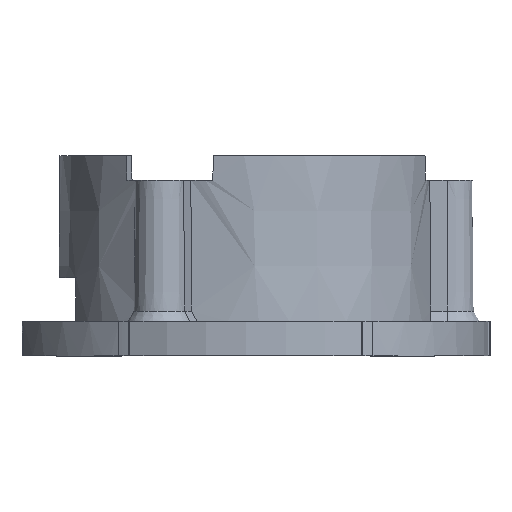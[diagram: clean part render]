
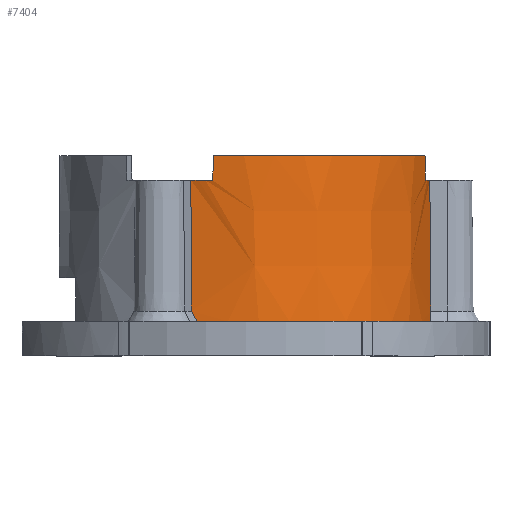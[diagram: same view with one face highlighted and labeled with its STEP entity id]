
A CAD part, left-side view. The second image highlights one B-rep face of the part: STEP entity #7404.
In plain terms, the highlighted conical face has half-angle 0.5 degrees and reference radius 31.472 mm.
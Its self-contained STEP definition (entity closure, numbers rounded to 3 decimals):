
#468=CARTESIAN_POINT('',(0.,0.,5.8));
#469=DIRECTION('',(0.,0.,1.));
#470=DIRECTION('',(-0.966,0.258,0.));
#471=AXIS2_PLACEMENT_3D('',#468,#469,#470);
#953=CARTESIAN_POINT('',(0.,0.,29.65));
#954=DIRECTION('',(0.,0.,-1.));
#955=DIRECTION('',(-0.137,-0.991,0.));
#956=AXIS2_PLACEMENT_3D('',#953,#954,#955);
#976=CARTESIAN_POINT('',(0.,0.,29.65));
#977=DIRECTION('',(0.,0.,-1.));
#978=DIRECTION('',(-0.984,0.178,0.));
#979=AXIS2_PLACEMENT_3D('',#976,#977,#978);
#1390=CARTESIAN_POINT('',(-8.145,-30.273,
33.8));
#1391=CARTESIAN_POINT('',(-8.097,-30.299,
32.417));
#1392=CARTESIAN_POINT('',(-8.048,-30.324,
31.033));
#1393=CARTESIAN_POINT('',(-8.,-30.35,
29.65));
#1398=CARTESIAN_POINT('',(-4.292,-31.091,29.65));
#1399=CARTESIAN_POINT('',(-4.313,-31.11,
27.194));
#1400=CARTESIAN_POINT('',(-4.356,-31.147,
22.284));
#1401=CARTESIAN_POINT('',(-4.42,-31.203,
14.92));
#1402=CARTESIAN_POINT('',(-4.463,-31.24,
10.012));
#1403=CARTESIAN_POINT('',(-4.485,-31.259,
7.559));
#1408=CARTESIAN_POINT('',(-4.485,-31.259,
7.559));
#1409=CARTESIAN_POINT('',(-4.598,-31.244,
7.363));
#1410=CARTESIAN_POINT('',(-4.824,-31.214,
6.971));
#1411=CARTESIAN_POINT('',(-5.162,-31.165,
6.385));
#1412=CARTESIAN_POINT('',(-5.388,-31.13,
5.995));
#1413=CARTESIAN_POINT('',(-5.5,-31.112,5.8));
#1418=CARTESIAN_POINT('',(-30.521,8.164,5.8));
#1419=CARTESIAN_POINT('',(-30.49,8.273,5.995));
#1420=CARTESIAN_POINT('',(-30.427,8.492,6.385));
#1421=CARTESIAN_POINT('',(-30.328,8.82,6.971));
#1422=CARTESIAN_POINT('',(-30.26,9.037,7.363));
#1423=CARTESIAN_POINT('',(-30.226,9.146,7.559));
#1428=CARTESIAN_POINT('',(-30.226,9.146,7.559));
#1429=CARTESIAN_POINT('',(-30.2,9.158,10.012));
#1430=CARTESIAN_POINT('',(-30.148,9.181,14.92));
#1431=CARTESIAN_POINT('',(-30.07,9.215,22.284));
#1432=CARTESIAN_POINT('',(-30.018,9.239,27.194));
#1433=CARTESIAN_POINT('',(-29.992,9.25,29.65));
#1438=CARTESIAN_POINT('',(-30.887,5.576,29.65));
#1439=CARTESIAN_POINT('',(-30.885,5.521,31.033));
#1440=CARTESIAN_POINT('',(-30.882,5.467,32.417));
#1441=CARTESIAN_POINT('',(-30.879,5.412,33.8));
#1476=CARTESIAN_POINT('',(0.,0.,33.8));
#1477=DIRECTION('',(0.,0.,-1.));
#1478=DIRECTION('',(-0.26,-0.966,0.));
#1479=AXIS2_PLACEMENT_3D('',#1476,#1477,#1478);
#5799=CARTESIAN_POINT('',(-29.992,9.25,29.65));
#5801=VERTEX_POINT('',#5799);
#5803=VERTEX_POINT('',#1428);
#5820=CARTESIAN_POINT('',(-30.521,8.164,5.8));
#5821=VERTEX_POINT('',#5820);
#5932=CARTESIAN_POINT('',(-5.5,-31.112,5.8));
#5933=VERTEX_POINT('',#5932);
#6053=VERTEX_POINT('',#1390);
#6054=VERTEX_POINT('',#1393);
#6055=CARTESIAN_POINT('',(-4.292,-31.091,29.65));
#6056=VERTEX_POINT('',#6055);
#6057=VERTEX_POINT('',#1403);
#6058=CARTESIAN_POINT('',(-30.887,5.576,29.65));
#6059=VERTEX_POINT('',#6058);
#6060=VERTEX_POINT('',#1441);
#7382=CARTESIAN_POINT('',(0.,0.,19.8));
#7383=DIRECTION('',(0.,0.,-1.));
#7384=DIRECTION('',(-0.05,-0.999,0.));
#7385=AXIS2_PLACEMENT_3D('',#7382,#7383,#7384);
#7386=CONICAL_SURFACE('',#7385,31.472,0.5);
#7388=ORIENTED_EDGE('',*,*,#7387,.T.);
#7389=ORIENTED_EDGE('',*,*,#7092,.F.);
#7390=ORIENTED_EDGE('',*,*,#7350,.T.);
#7391=ORIENTED_EDGE('',*,*,#7336,.T.);
#7392=ORIENTED_EDGE('',*,*,#6821,.F.);
#7394=ORIENTED_EDGE('',*,*,#7393,.T.);
#7396=ORIENTED_EDGE('',*,*,#7395,.T.);
#7397=ORIENTED_EDGE('',*,*,#7100,.F.);
#7399=ORIENTED_EDGE('',*,*,#7398,.T.);
#7401=ORIENTED_EDGE('',*,*,#7400,.F.);
#7402=EDGE_LOOP('',(#7388,#7389,#7390,#7391,#7392,#7394,#7396,#7397,#7399,
#7401));
#7403=FACE_OUTER_BOUND('',#7402,.F.);
#7404=ADVANCED_FACE('',(#7403),#7386,.T.);
#472=CIRCLE('',#471,31.594);
#957=CIRCLE('',#956,31.386);
#980=CIRCLE('',#979,31.386);
#1394=B_SPLINE_CURVE_WITH_KNOTS('',3,(#1390,#1391,#1392,#1393),.UNSPECIFIED.,
.F.,.F.,(4,4),(0.,1.),.UNSPECIFIED.);
#1404=B_SPLINE_CURVE_WITH_KNOTS('',3,(#1398,#1399,#1400,#1401,#1402,#1403),
.UNSPECIFIED.,.F.,.F.,(4,1,1,4),(0.,0.333,0.667,1.),
.UNSPECIFIED.);
#1414=B_SPLINE_CURVE_WITH_KNOTS('',3,(#1408,#1409,#1410,#1411,#1412,#1413),
.UNSPECIFIED.,.F.,.F.,(4,1,1,4),(0.,0.333,0.667,1.),
.UNSPECIFIED.);
#1424=B_SPLINE_CURVE_WITH_KNOTS('',3,(#1418,#1419,#1420,#1421,#1422,#1423),
.UNSPECIFIED.,.F.,.F.,(4,1,1,4),(0.,0.333,0.667,1.),
.UNSPECIFIED.);
#1434=B_SPLINE_CURVE_WITH_KNOTS('',3,(#1428,#1429,#1430,#1431,#1432,#1433),
.UNSPECIFIED.,.F.,.F.,(4,1,1,4),(0.,0.333,0.667,1.),
.UNSPECIFIED.);
#1442=B_SPLINE_CURVE_WITH_KNOTS('',3,(#1438,#1439,#1440,#1441),.UNSPECIFIED.,
.F.,.F.,(4,4),(0.,1.),.UNSPECIFIED.);
#1480=CIRCLE('',#1479,31.35);
#6821=EDGE_CURVE('',#5821,#5933,#472,.T.);
#7092=EDGE_CURVE('',#6056,#6054,#957,.T.);
#7100=EDGE_CURVE('',#6059,#5801,#980,.T.);
#7336=EDGE_CURVE('',#6057,#5933,#1414,.T.);
#7350=EDGE_CURVE('',#6056,#6057,#1404,.T.);
#7387=EDGE_CURVE('',#6053,#6054,#1394,.T.);
#7393=EDGE_CURVE('',#5821,#5803,#1424,.T.);
#7395=EDGE_CURVE('',#5803,#5801,#1434,.T.);
#7398=EDGE_CURVE('',#6059,#6060,#1442,.T.);
#7400=EDGE_CURVE('',#6053,#6060,#1480,.T.);
